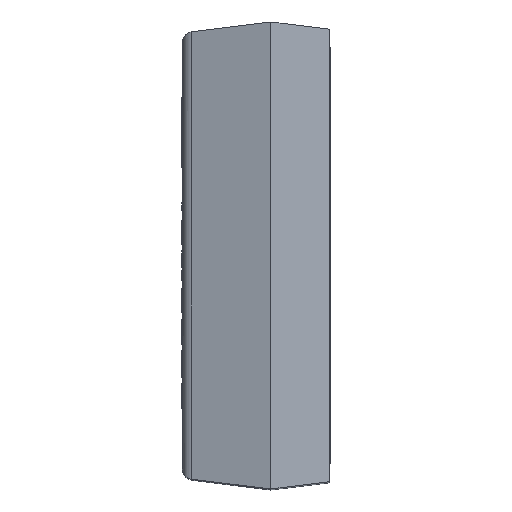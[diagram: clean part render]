
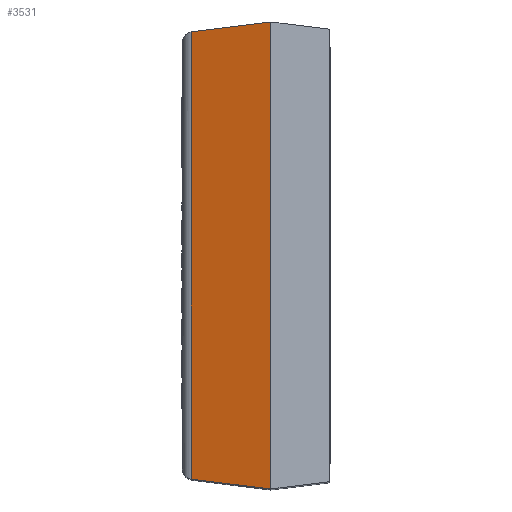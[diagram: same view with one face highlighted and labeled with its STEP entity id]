
A CAD part, top view. The second image highlights one B-rep face of the part: STEP entity #3531.
In plain terms, the highlighted planar face has unit normal (-0.259, 0, 0.966).
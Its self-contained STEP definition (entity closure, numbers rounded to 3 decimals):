
#159=PLANE('',#3776);
#343=FACE_OUTER_BOUND('',#562,.T.);
#562=EDGE_LOOP('',(#2587,#2588,#2589,#2590,#2591,#2592));
#776=LINE('',#4894,#1213);
#783=LINE('',#4918,#1220);
#787=LINE('',#4946,#1224);
#811=LINE('',#4993,#1248);
#1213=VECTOR('',#4002,1.);
#1220=VECTOR('',#4027,1000.);
#1224=VECTOR('',#4061,1000.);
#1248=VECTOR('',#4093,1000.);
#1640=ELLIPSE('',#3751,0.414,0.4);
#1642=ELLIPSE('',#3754,0.414,0.4);
#1664=VERTEX_POINT('',#4891);
#1665=VERTEX_POINT('',#4893);
#1667=VERTEX_POINT('',#4899);
#1668=VERTEX_POINT('',#4903);
#1673=VERTEX_POINT('',#4917);
#1682=VERTEX_POINT('',#4944);
#2006=EDGE_CURVE('',#1664,#1665,#776,.T.);
#2010=EDGE_CURVE('',#1667,#1664,#1640,.T.);
#2013=EDGE_CURVE('',#1665,#1668,#1642,.T.);
#2018=EDGE_CURVE('',#1673,#1668,#783,.T.);
#2029=EDGE_CURVE('',#1682,#1667,#787,.T.);
#2053=EDGE_CURVE('',#1682,#1673,#811,.T.);
#2587=ORIENTED_EDGE('',*,*,#2010,.F.);
#2588=ORIENTED_EDGE('',*,*,#2029,.F.);
#2589=ORIENTED_EDGE('',*,*,#2053,.T.);
#2590=ORIENTED_EDGE('',*,*,#2018,.T.);
#2591=ORIENTED_EDGE('',*,*,#2013,.F.);
#2592=ORIENTED_EDGE('',*,*,#2006,.F.);
#3531=ADVANCED_FACE('',(#343),#159,.F.);
#3751=AXIS2_PLACEMENT_3D('',#4901,#4010,#4011);
#3754=AXIS2_PLACEMENT_3D('',#4907,#4017,#4018);
#3776=AXIS2_PLACEMENT_3D('',#4995,#4095,#4096);
#4002=DIRECTION('',(0.,1.,0.));
#4010=DIRECTION('center_axis',(0.259,0.,-0.966));
#4011=DIRECTION('ref_axis',(-0.966,0.,-0.259));
#4017=DIRECTION('center_axis',(0.259,0.,-0.966));
#4018=DIRECTION('ref_axis',(-0.966,0.,-0.259));
#4027=DIRECTION('',(-0.959,-0.118,-0.257));
#4061=DIRECTION('',(-0.959,0.118,-0.257));
#4093=DIRECTION('',(0.,1.,0.));
#4095=DIRECTION('center_axis',(0.259,0.,-0.966));
#4096=DIRECTION('ref_axis',(0.966,0.,0.259));
#4891=CARTESIAN_POINT('',(-1.994,-7.564,24.676));
#4893=CARTESIAN_POINT('',(-1.994,7.564,24.676));
#4894=CARTESIAN_POINT('',(-1.994,-3.95,24.676));
#4899=CARTESIAN_POINT('',(-1.939,-7.575,24.69));
#4901=CARTESIAN_POINT('Origin',(-1.89,-7.178,24.703));
#4903=CARTESIAN_POINT('',(-1.939,7.575,24.69));
#4907=CARTESIAN_POINT('Origin',(-1.89,7.178,24.703));
#4917=CARTESIAN_POINT('',(0.71,7.9,25.4));
#4918=CARTESIAN_POINT('',(-1.854,7.585,24.713));
#4944=CARTESIAN_POINT('',(0.71,-7.9,25.4));
#4946=CARTESIAN_POINT('',(-0.069,-7.804,25.191));
#4993=CARTESIAN_POINT('',(0.71,-7.9,25.4));
#4995=CARTESIAN_POINT('Origin',(-0.08,-7.9,25.188));
